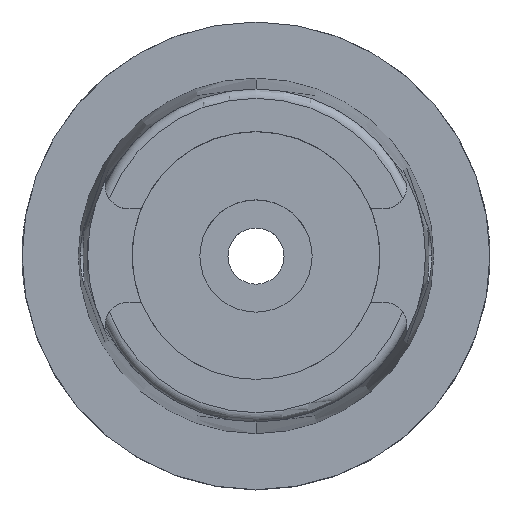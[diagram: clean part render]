
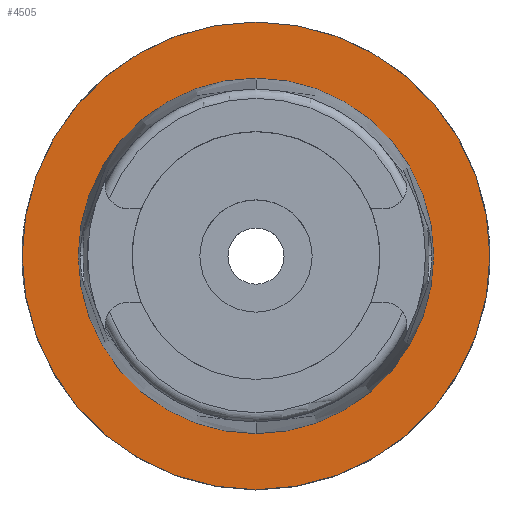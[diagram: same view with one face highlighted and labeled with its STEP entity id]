
A CAD part, top view. The second image highlights one B-rep face of the part: STEP entity #4505.
In plain terms, the highlighted planar face has unit normal (0, 0, 1).
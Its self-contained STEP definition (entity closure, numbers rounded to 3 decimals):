
#2218=CARTESIAN_POINT('',(0.,0.,0.));
#2219=DIRECTION('',(0.,0.,-1.));
#2220=DIRECTION('',(0.,-1.,0.));
#2221=AXIS2_PLACEMENT_3D('',#2218,#2219,#2220);
#2226=CARTESIAN_POINT('',(0.,0.,0.));
#2227=DIRECTION('',(0.,0.,-1.));
#2228=DIRECTION('',(0.,1.,0.));
#2229=AXIS2_PLACEMENT_3D('',#2226,#2227,#2228);
#2234=CARTESIAN_POINT('',(0.,0.,0.));
#2235=DIRECTION('',(0.,0.,1.));
#2236=DIRECTION('',(0.,-1.,0.));
#2237=AXIS2_PLACEMENT_3D('',#2234,#2235,#2236);
#2242=CARTESIAN_POINT('',(0.,0.,0.));
#2243=DIRECTION('',(0.,0.,1.));
#2244=DIRECTION('',(0.,1.,0.));
#2245=AXIS2_PLACEMENT_3D('',#2242,#2243,#2244);
#2542=CARTESIAN_POINT('',(0.,-38.,0.));
#2543=VERTEX_POINT('',#2542);
#2544=CARTESIAN_POINT('',(0.,38.,0.));
#2545=VERTEX_POINT('',#2544);
#2819=CARTESIAN_POINT('',(0.,50.,0.));
#2820=VERTEX_POINT('',#2819);
#2821=CARTESIAN_POINT('',(0.,-50.,0.));
#2822=VERTEX_POINT('',#2821);
#4492=CARTESIAN_POINT('',(0.,0.,0.));
#4493=DIRECTION('',(0.,0.,1.));
#4494=DIRECTION('',(0.,1.,0.));
#4495=AXIS2_PLACEMENT_3D('',#4492,#4493,#4494);
#4496=PLANE('',#4495);
#4497=ORIENTED_EDGE('',*,*,#4257,.T.);
#4498=ORIENTED_EDGE('',*,*,#4366,.T.);
#4499=EDGE_LOOP('',(#4497,#4498));
#4500=FACE_OUTER_BOUND('',#4499,.F.);
#4501=ORIENTED_EDGE('',*,*,#3057,.T.);
#4502=ORIENTED_EDGE('',*,*,#3028,.T.);
#4503=EDGE_LOOP('',(#4501,#4502));
#4504=FACE_BOUND('',#4503,.F.);
#2222=CIRCLE('',#2221,50.);
#2230=CIRCLE('',#2229,50.);
#2238=CIRCLE('',#2237,38.);
#2246=CIRCLE('',#2245,38.);
#3028=EDGE_CURVE('',#2545,#2543,#2246,.T.);
#3057=EDGE_CURVE('',#2543,#2545,#2238,.T.);
#4257=EDGE_CURVE('',#2822,#2820,#2222,.T.);
#4366=EDGE_CURVE('',#2820,#2822,#2230,.T.);
#4505=ADVANCED_FACE('',(#4500,#4504),#4496,.T.);
